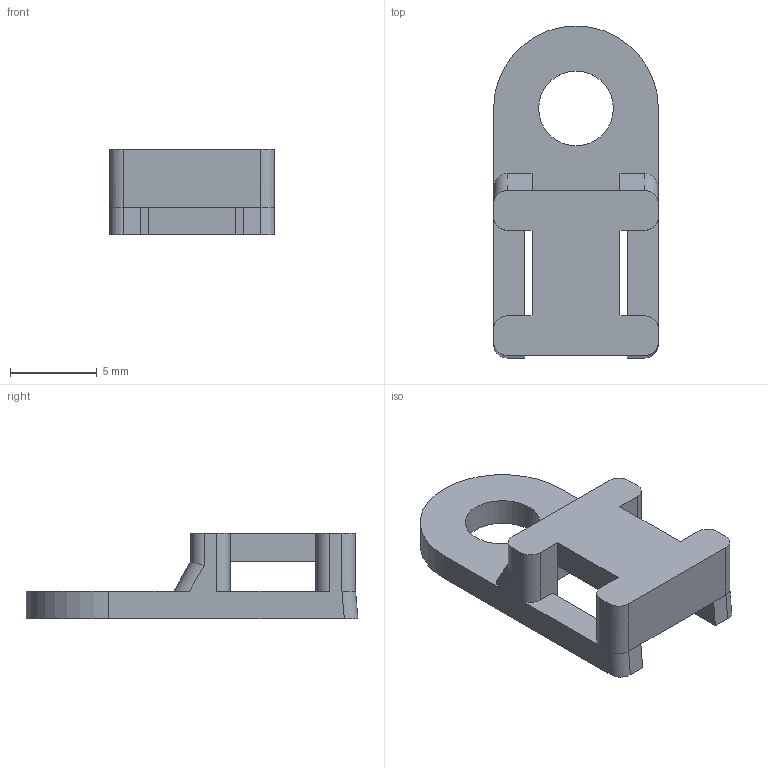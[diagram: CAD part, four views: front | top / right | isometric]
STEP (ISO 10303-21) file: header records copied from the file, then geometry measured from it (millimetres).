
FILE_DESCRIPTION(/* description */ (''),/* implementation_level */ '2;1');
FILE_NAME(/* name */ 'PANDUIT_TA1S8',/* time_stamp */ '2011-11-23T14:17:46-06:00',/* author */ (''),/* organization */ (''),/* preprocessor_version */ 'ST-DEVELOPER v9',/* originating_system */ 'UGS - NX 3.0',/* authorisation */ '');
FILE_SCHEMA (('CONFIG_CONTROL_DESIGN'));
Length unit declared in the file: inch
Products named in the file (1): bwg54D94hpa
Bounding box: 9.53 x 19.18 x 4.95 mm (x, y, z)
Volume: 316.7 mm3; surface area: 576.2 mm2
Topology: 1 solids, 1 shells, 41 faces, 125 edges, 80 vertices
Faces by surface type: plane 27, cylinder 14
Full cylindrical faces by diameter (mm): 4.318 x1
Entity records: 1482 total; most frequent: ORIENTED_EDGE 248, CARTESIAN_POINT 246, DIRECTION 232, EDGE_CURVE 124, LINE 100, VECTOR 100, VERTEX_POINT 80, AXIS2_PLACEMENT_3D 66
